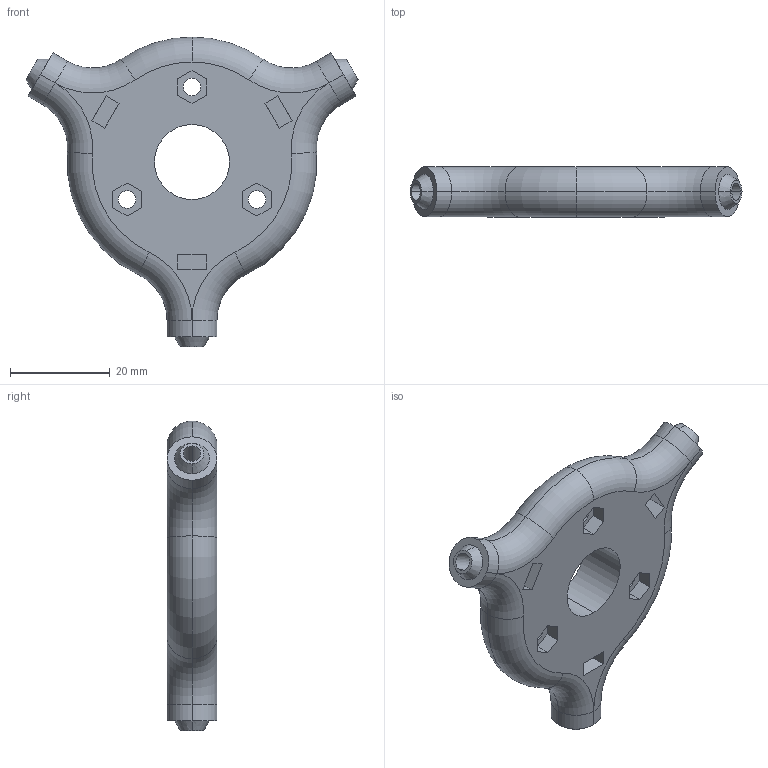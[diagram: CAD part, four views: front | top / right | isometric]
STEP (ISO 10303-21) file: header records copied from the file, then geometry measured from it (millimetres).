
FILE_DESCRIPTION (( 'STEP AP203' ), '1' );
FILE_NAME ('platform.STEP', '2022-08-30T10:27:13', ( '' ), ( '' ), 'SwSTEP 2.0', 'SolidWorks 2020', '' );
FILE_SCHEMA (( 'CONFIG_CONTROL_DESIGN' ));
Length unit declared in the file: millimetre
Products named in the file (1): platform
Bounding box: 66.43 x 10 x 62 mm (x, y, z)
Volume: 18218.2 mm3; surface area: 7423 mm2
Topology: 1 solids, 1 shells, 105 faces, 248 edges, 157 vertices
Faces by surface type: plane 47, cylinder 32, torus 20, cone 6
Entity records: 3147 total; most frequent: DIRECTION 580, CARTESIAN_POINT 511, ORIENTED_EDGE 496, EDGE_CURVE 248, AXIS2_PLACEMENT_3D 226, VERTEX_POINT 157, EDGE_LOOP 131, LINE 128
